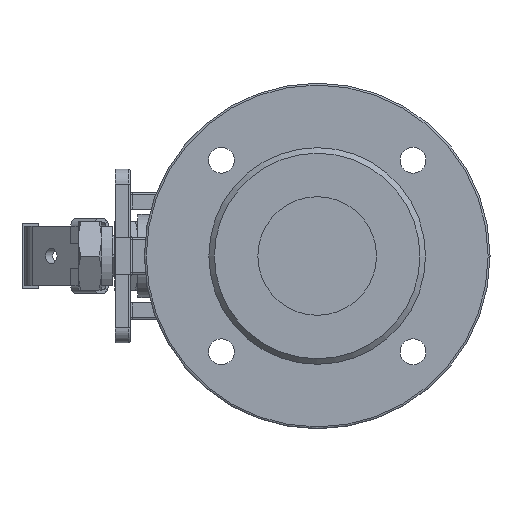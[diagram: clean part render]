
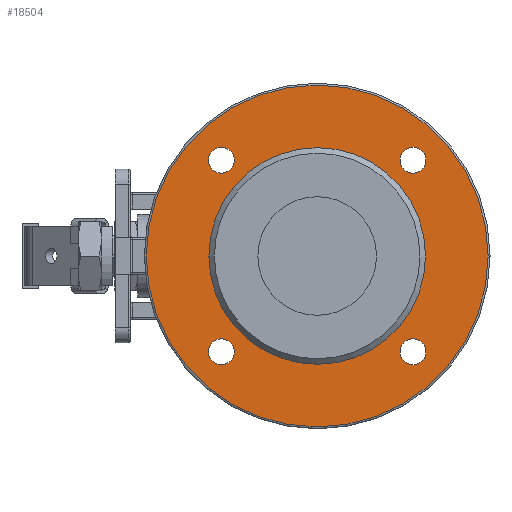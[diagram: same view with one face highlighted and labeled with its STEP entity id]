
A CAD part, left-side view. The second image highlights one B-rep face of the part: STEP entity #18504.
In plain terms, the highlighted planar face has unit normal (-1, 0, 0).
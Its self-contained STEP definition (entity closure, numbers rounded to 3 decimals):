
#4138=FACE_BOUND('',#6214,.T.);
#4139=FACE_BOUND('',#6215,.T.);
#4140=FACE_BOUND('',#6216,.T.);
#4141=FACE_BOUND('',#6217,.T.);
#4142=FACE_BOUND('',#6218,.T.);
#5121=FACE_OUTER_BOUND('',#6213,.T.);
#6213=EDGE_LOOP('',(#15962));
#6214=EDGE_LOOP('',(#15963));
#6215=EDGE_LOOP('',(#15964));
#6216=EDGE_LOOP('',(#15965));
#6217=EDGE_LOOP('',(#15966));
#6218=EDGE_LOOP('',(#15967));
#6706=CIRCLE('',#19524,91.5);
#6709=CIRCLE('',#19529,58.);
#6710=CIRCLE('',#19530,6.918);
#6711=CIRCLE('',#19531,6.918);
#6712=CIRCLE('',#19532,6.918);
#6713=CIRCLE('',#19533,6.918);
#8406=VERTEX_POINT('',#94969);
#8409=VERTEX_POINT('',#94977);
#8410=VERTEX_POINT('',#94979);
#8411=VERTEX_POINT('',#94981);
#8412=VERTEX_POINT('',#94983);
#8413=VERTEX_POINT('',#94985);
#10970=EDGE_CURVE('',#8406,#8406,#6706,.T.);
#10973=EDGE_CURVE('',#8409,#8409,#6709,.T.);
#10974=EDGE_CURVE('',#8410,#8410,#6710,.T.);
#10975=EDGE_CURVE('',#8411,#8411,#6711,.T.);
#10976=EDGE_CURVE('',#8412,#8412,#6712,.T.);
#10977=EDGE_CURVE('',#8413,#8413,#6713,.T.);
#15962=ORIENTED_EDGE('',*,*,#10970,.F.);
#15963=ORIENTED_EDGE('',*,*,#10973,.T.);
#15964=ORIENTED_EDGE('',*,*,#10974,.T.);
#15965=ORIENTED_EDGE('',*,*,#10975,.T.);
#15966=ORIENTED_EDGE('',*,*,#10976,.T.);
#15967=ORIENTED_EDGE('',*,*,#10977,.T.);
#16574=PLANE('',#19528);
#18504=ADVANCED_FACE('',(#5121,#4138,#4139,#4140,#4141,#4142),#16574,.T.);
#19524=AXIS2_PLACEMENT_3D('',#94970,#22788,#22789);
#19528=AXIS2_PLACEMENT_3D('',#94976,#22796,#22797);
#19529=AXIS2_PLACEMENT_3D('',#94978,#22798,#22799);
#19530=AXIS2_PLACEMENT_3D('',#94980,#22800,#22801);
#19531=AXIS2_PLACEMENT_3D('',#94982,#22802,#22803);
#19532=AXIS2_PLACEMENT_3D('',#94984,#22804,#22805);
#19533=AXIS2_PLACEMENT_3D('',#94986,#22806,#22807);
#22788=DIRECTION('center_axis',(1.,0.,0.));
#22789=DIRECTION('ref_axis',(0.,-1.,0.));
#22796=DIRECTION('center_axis',(-1.,0.,0.));
#22797=DIRECTION('ref_axis',(0.,0.,1.));
#22798=DIRECTION('center_axis',(1.,0.,0.));
#22799=DIRECTION('ref_axis',(0.,1.,0.));
#22800=DIRECTION('center_axis',(1.,0.,0.));
#22801=DIRECTION('ref_axis',(0.,0.,-1.));
#22802=DIRECTION('center_axis',(1.,0.,0.));
#22803=DIRECTION('ref_axis',(0.,0.,-1.));
#22804=DIRECTION('center_axis',(1.,0.,0.));
#22805=DIRECTION('ref_axis',(0.,0.,-1.));
#22806=DIRECTION('center_axis',(1.,0.,0.));
#22807=DIRECTION('ref_axis',(0.,0.,-1.));
#94969=CARTESIAN_POINT('',(-52.,91.5,0.));
#94970=CARTESIAN_POINT('Origin',(-52.,0.,0.));
#94976=CARTESIAN_POINT('Origin',(-52.,75.25,0.));
#94977=CARTESIAN_POINT('',(-52.,58.,0.));
#94978=CARTESIAN_POINT('Origin',(-52.,0.,0.));
#94979=CARTESIAN_POINT('',(-52.,51.265,58.183));
#94980=CARTESIAN_POINT('Origin',(-52.,51.265,51.265));
#94981=CARTESIAN_POINT('',(-52.,51.265,-44.348));
#94982=CARTESIAN_POINT('Origin',(-52.,51.265,-51.265));
#94983=CARTESIAN_POINT('',(-52.,-51.265,-44.348));
#94984=CARTESIAN_POINT('Origin',(-52.,-51.265,-51.265));
#94985=CARTESIAN_POINT('',(-52.,-51.265,58.183));
#94986=CARTESIAN_POINT('Origin',(-52.,-51.265,51.265));
